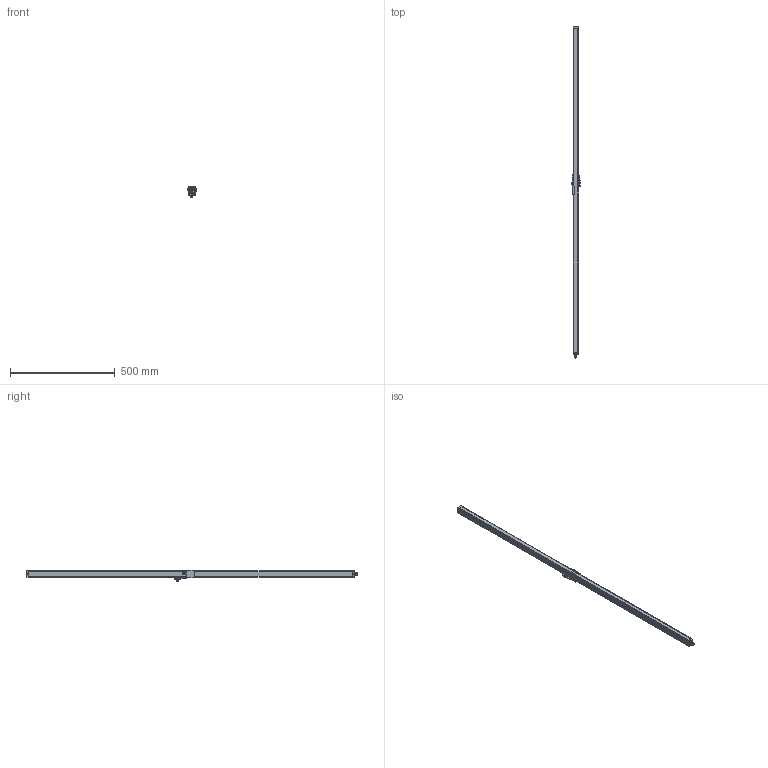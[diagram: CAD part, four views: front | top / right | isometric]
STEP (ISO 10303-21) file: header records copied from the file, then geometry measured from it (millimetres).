
FILE_DESCRIPTION((''),'2;1');
FILE_NAME('139574_SW','2008-07-16T',('banengservice'),('BANNER ENGINEERING'),'PRO/ENGINEER BY PARAMETRIC TECHNOLOGY CORPORATION, 2006170','PRO/ENGINEER BY PARAMETRIC TECHNOLOGY CORPORATION, 2006170','');
FILE_SCHEMA(('CONFIG_CONTROL_DESIGN'));
Length unit declared in the file: inch
Products named in the file (1): 139574_SW
Bounding box: 42.29 x 1583.8 x 56.51 mm (x, y, z)
Volume: 396653.5 mm3; surface area: 419950.3 mm2
Topology: 2 solids, 2 shells, 940 faces, 2550 edges, 1612 vertices
Faces by surface type: plane 412, cylinder 396, bspline 67, torus 54, cone 11
Entity records: 37506 total; most frequent: CARTESIAN_POINT 13395, DIRECTION 5122, ORIENTED_EDGE 5100, EDGE_CURVE 2550, AXIS2_PLACEMENT_3D 1849, VERTEX_POINT 1612, VECTOR 1424, LINE 1424
